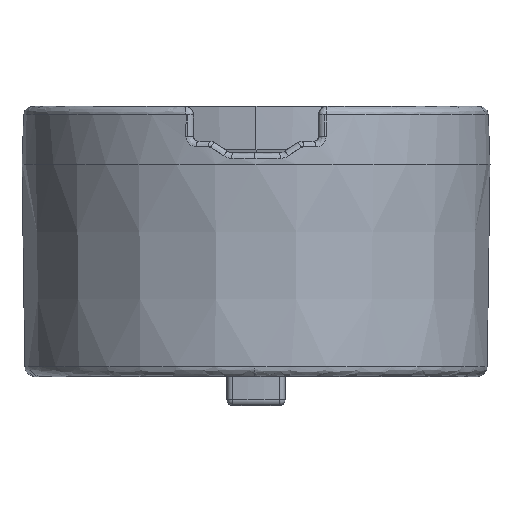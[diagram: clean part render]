
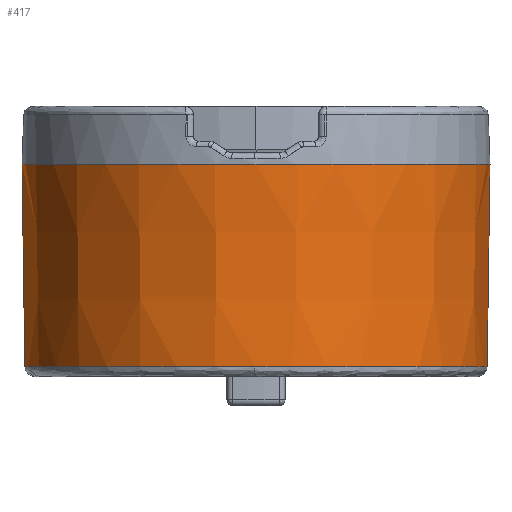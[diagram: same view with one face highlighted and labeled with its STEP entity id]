
A CAD part, front view. The second image highlights one B-rep face of the part: STEP entity #417.
In plain terms, the highlighted conical face has half-angle 0.8 degrees and reference radius 8.05 mm.
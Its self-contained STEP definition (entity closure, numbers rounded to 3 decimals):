
#84=CONICAL_SURFACE('',#3259,8.05,0.8);
#238=FACE_OUTER_BOUND('',#1109,.T.);
#417=ADVANCED_FACE('NONE',(#238),#84,.T.);
#631=LINE('',#4547,#730);
#632=LINE('',#4551,#731);
#730=VECTOR('',#3582,1.);
#731=VECTOR('',#3585,1.);
#1109=EDGE_LOOP('',(#1446,#1447,#1448,#1449,#1450));
#1446=ORIENTED_EDGE('',*,*,#2650,.T.);
#1447=ORIENTED_EDGE('',*,*,#2707,.T.);
#1448=ORIENTED_EDGE('',*,*,#2625,.T.);
#1449=ORIENTED_EDGE('',*,*,#2652,.T.);
#1450=ORIENTED_EDGE('',*,*,#2708,.T.);
#2308=VERTEX_POINT('',#4369);
#2309=VERTEX_POINT('',#4371);
#2332=VERTEX_POINT('',#4546);
#2333=VERTEX_POINT('',#4548);
#2334=VERTEX_POINT('',#4550);
#2625=EDGE_CURVE('',#2309,#2308,#3066,.T.);
#2650=EDGE_CURVE('',#2333,#2332,#631,.T.);
#2652=EDGE_CURVE('',#2308,#2334,#632,.T.);
#2707=EDGE_CURVE('',#2332,#2309,#3092,.T.);
#2708=EDGE_CURVE('',#2334,#2333,#3093,.T.);
#3066=CIRCLE('',#3224,7.953);
#3092=CIRCLE('',#3257,7.953);
#3093=CIRCLE('',#3258,8.05);
#3224=AXIS2_PLACEMENT_3D('',#4370,#3556,#3557);
#3257=AXIS2_PLACEMENT_3D('',#4828,#3633,#3634);
#3258=AXIS2_PLACEMENT_3D('',#4829,#3635,#3636);
#3259=AXIS2_PLACEMENT_3D('',#4830,#3637,#3638);
#3556=DIRECTION('',(0.,0.,1.));
#3557=DIRECTION('',(1.,0.,0.));
#3582=DIRECTION('',(0.014,0.,-1.));
#3585=DIRECTION('',(0.014,0.,1.));
#3633=DIRECTION('',(0.,0.,1.));
#3634=DIRECTION('',(1.,0.,0.));
#3635=DIRECTION('',(0.,0.,-1.));
#3636=DIRECTION('',(1.,0.,0.));
#3637=DIRECTION('',(0.,0.,1.));
#3638=DIRECTION('',(1.,0.,0.));
#4369=CARTESIAN_POINT('',(7.953,0.,-8.955));
#4370=CARTESIAN_POINT('',(0.,0.,-8.955));
#4371=CARTESIAN_POINT('',(-0.038,-7.953,-8.955));
#4546=CARTESIAN_POINT('',(-7.953,0.,-8.955));
#4547=CARTESIAN_POINT('',(-8.05,0.,-2.));
#4548=CARTESIAN_POINT('',(-8.05,0.,-2.));
#4550=CARTESIAN_POINT('',(8.05,0.,-2.));
#4551=CARTESIAN_POINT('',(8.05,0.,-2.));
#4828=CARTESIAN_POINT('',(0.,0.,-8.955));
#4829=CARTESIAN_POINT('',(0.,0.,-2.));
#4830=CARTESIAN_POINT('',(0.,0.,-2.));
